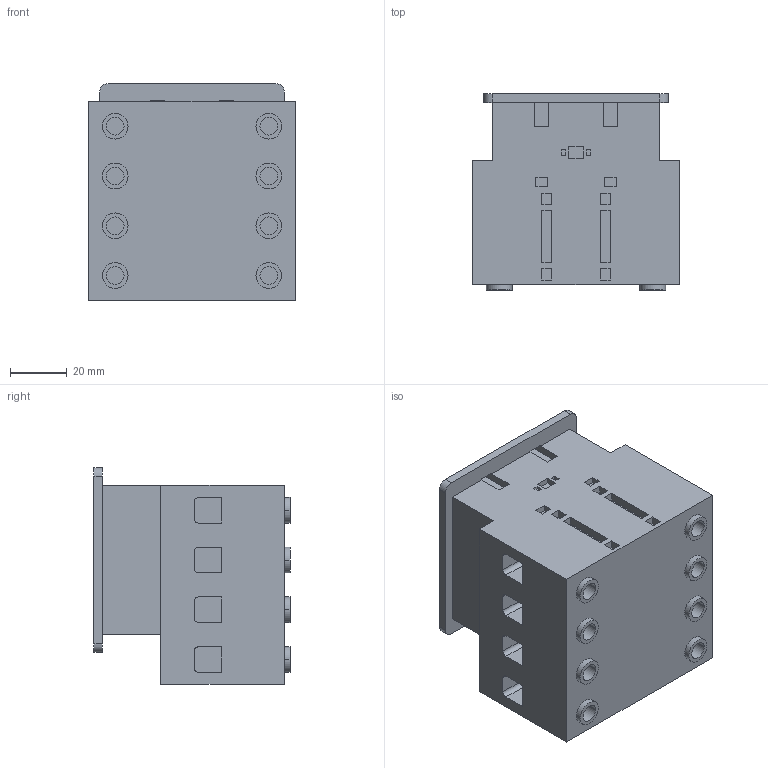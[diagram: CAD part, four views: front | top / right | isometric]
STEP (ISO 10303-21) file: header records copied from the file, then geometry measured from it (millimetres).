
FILE_DESCRIPTION((''),'2;1');
FILE_NAME('OT63-80FT4N1_IGS','2018-08-20T',('FIALBJO'),(''),'CREO PARAMETRIC BY PTC INC, 2017480','CREO PARAMETRIC BY PTC INC, 2017480','');
FILE_SCHEMA(('AUTOMOTIVE_DESIGN { 1 0 10303 214 1 1 1 1 }'));
Length unit declared in the file: millimetre
Products named in the file (1): OT63-80FT4N1_IGS
Bounding box: 72.5 x 69 x 76.25 mm (x, y, z)
Volume: 274418 mm3; surface area: 39827.7 mm2
Topology: 1 solids, 7 shells, 352 faces, 859 edges, 568 vertices
Faces by surface type: plane 247, cylinder 93, bspline 8, cone 4
Entity records: 13501 total; most frequent: CARTESIAN_POINT 2274, DIRECTION 1727, ORIENTED_EDGE 1718, EDGE_CURVE 859, VECTOR 633, LINE 633, VERTEX_POINT 568, AXIS2_PLACEMENT_3D 547
